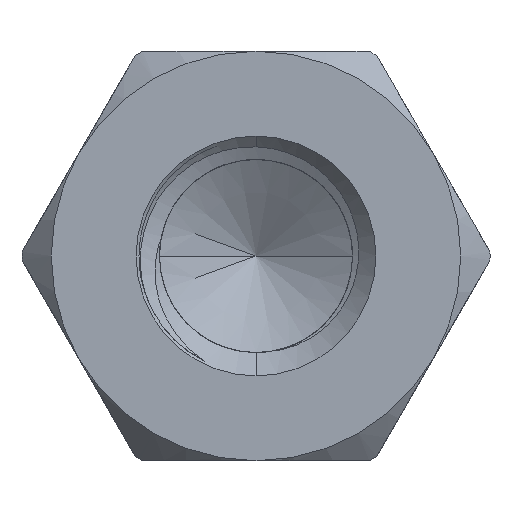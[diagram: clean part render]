
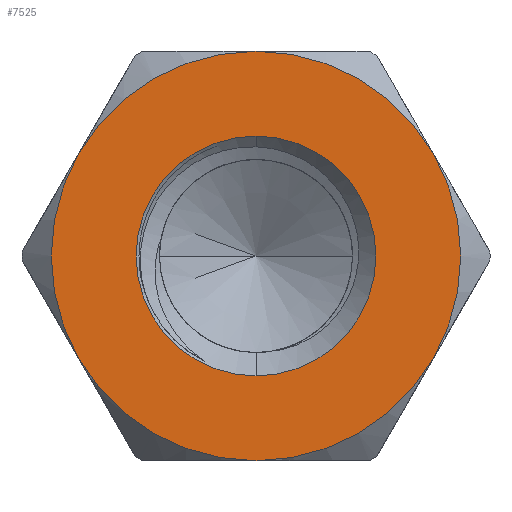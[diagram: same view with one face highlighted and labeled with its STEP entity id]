
A CAD part, front view. The second image highlights one B-rep face of the part: STEP entity #7525.
In plain terms, the highlighted planar face has unit normal (0, -1, 0).
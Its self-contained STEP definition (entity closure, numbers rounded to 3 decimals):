
#276 = ORIENTED_EDGE ( 'NONE', *, *, #10245, .T. ) ;
#448 = DIRECTION ( 'NONE',  ( 0., -1., 0. ) ) ;
#822 = EDGE_CURVE ( 'NONE', #10006, #1654, #10114, .T. ) ;
#1200 = ORIENTED_EDGE ( 'NONE', *, *, #3178, .F. ) ;
#1357 = CARTESIAN_POINT ( 'NONE',  ( 3.031, 0., 1.75 ) ) ;
#1536 = CARTESIAN_POINT ( 'NONE',  ( 0., 0., 0. ) ) ;
#1654 = VERTEX_POINT ( 'NONE', #3560 ) ;
#1845 = CIRCLE ( 'NONE', #7478, 3.5 ) ;
#1973 = DIRECTION ( 'NONE',  ( 0., 0., 1. ) ) ;
#2383 = ORIENTED_EDGE ( 'NONE', *, *, #8688, .T. ) ;
#2476 = CIRCLE ( 'NONE', #5150, 3.5 ) ;
#2492 = DIRECTION ( 'NONE',  ( 0., -1., 0. ) ) ;
#2893 = EDGE_LOOP ( 'NONE', ( #1200, #7950 ) ) ;
#3178 = EDGE_CURVE ( 'NONE', #6213, #7641, #5185, .T. ) ;
#3184 = DIRECTION ( 'NONE',  ( 0., 0., 1. ) ) ;
#3223 = DIRECTION ( 'NONE',  ( 0., 0., -1. ) ) ;
#3314 = DIRECTION ( 'NONE',  ( 0., 0., 1. ) ) ;
#3322 = CARTESIAN_POINT ( 'NONE',  ( 0., 0., 0. ) ) ;
#3343 = CARTESIAN_POINT ( 'NONE',  ( 0., 0., 0. ) ) ;
#3376 = CARTESIAN_POINT ( 'NONE',  ( 0., 0., -2.05 ) ) ;
#3392 = FACE_BOUND ( 'NONE', #2893, .T. ) ;
#3560 = CARTESIAN_POINT ( 'NONE',  ( 0., 0., -3.5 ) ) ;
#3666 = EDGE_CURVE ( 'NONE', #5029, #3872, #9760, .T. ) ;
#3872 = VERTEX_POINT ( 'NONE', #4523 ) ;
#3946 = CARTESIAN_POINT ( 'NONE',  ( -3.031, 0., -1.75 ) ) ;
#3965 = DIRECTION ( 'NONE',  ( 0., 0., 1. ) ) ;
#4001 = AXIS2_PLACEMENT_3D ( 'NONE', #10059, #8319, #1973 ) ;
#4204 = ORIENTED_EDGE ( 'NONE', *, *, #3666, .T. ) ;
#4321 = DIRECTION ( 'NONE',  ( 0., 0., 1. ) ) ;
#4523 = CARTESIAN_POINT ( 'NONE',  ( -3.031, 0., 1.75 ) ) ;
#4585 = ORIENTED_EDGE ( 'NONE', *, *, #7811, .T. ) ;
#4667 = VERTEX_POINT ( 'NONE', #1357 ) ;
#4729 = ORIENTED_EDGE ( 'NONE', *, *, #822, .T. ) ;
#4807 = CARTESIAN_POINT ( 'NONE',  ( 0., 0., 0. ) ) ;
#4900 = ORIENTED_EDGE ( 'NONE', *, *, #10319, .T. ) ;
#5029 = VERTEX_POINT ( 'NONE', #8086 ) ;
#5150 = AXIS2_PLACEMENT_3D ( 'NONE', #3343, #9011, #5770 ) ;
#5185 = CIRCLE ( 'NONE', #7363, 2.05 ) ;
#5482 = CARTESIAN_POINT ( 'NONE',  ( 0., 0., 0. ) ) ;
#5533 = EDGE_LOOP ( 'NONE', ( #2383, #4204, #4900, #4729, #4585, #276 ) ) ;
#5588 = DIRECTION ( 'NONE',  ( 0., 1., 0. ) ) ;
#5718 = AXIS2_PLACEMENT_3D ( 'NONE', #8433, #7581, #4321 ) ;
#5731 = EDGE_CURVE ( 'NONE', #7641, #6213, #7594, .T. ) ;
#5770 = DIRECTION ( 'NONE',  ( 0., 0., 1. ) ) ;
#6213 = VERTEX_POINT ( 'NONE', #3376 ) ;
#6381 = AXIS2_PLACEMENT_3D ( 'NONE', #3322, #8041, #3184 ) ;
#6479 = DIRECTION ( 'NONE',  ( 0., -1., 0. ) ) ;
#6735 = VERTEX_POINT ( 'NONE', #8385 ) ;
#7061 = AXIS2_PLACEMENT_3D ( 'NONE', #5482, #5588, #3965 ) ;
#7356 = CARTESIAN_POINT ( 'NONE',  ( 0., 0., 0. ) ) ;
#7363 = AXIS2_PLACEMENT_3D ( 'NONE', #1536, #6479, #8130 ) ;
#7478 = AXIS2_PLACEMENT_3D ( 'NONE', #7356, #2492, #3314 ) ;
#7525 = ADVANCED_FACE ( 'NONE', ( #3392, #8967 ), #10357, .F. ) ;
#7581 = DIRECTION ( 'NONE',  ( 0., -1., 0. ) ) ;
#7594 = CIRCLE ( 'NONE', #9010, 2.05 ) ;
#7641 = VERTEX_POINT ( 'NONE', #8853 ) ;
#7811 = EDGE_CURVE ( 'NONE', #1654, #6735, #8207, .T. ) ;
#7950 = ORIENTED_EDGE ( 'NONE', *, *, #5731, .F. ) ;
#8041 = DIRECTION ( 'NONE',  ( 0., -1., 0. ) ) ;
#8086 = CARTESIAN_POINT ( 'NONE',  ( 0., 0., 3.5 ) ) ;
#8130 = DIRECTION ( 'NONE',  ( 0., 0., -1. ) ) ;
#8207 = CIRCLE ( 'NONE', #8496, 3.5 ) ;
#8319 = DIRECTION ( 'NONE',  ( 0., -1., 0. ) ) ;
#8385 = CARTESIAN_POINT ( 'NONE',  ( 3.031, 0., -1.75 ) ) ;
#8433 = CARTESIAN_POINT ( 'NONE',  ( 0., 0., 0. ) ) ;
#8469 = CARTESIAN_POINT ( 'NONE',  ( 0., 0., 0. ) ) ;
#8496 = AXIS2_PLACEMENT_3D ( 'NONE', #8469, #448, #8644 ) ;
#8644 = DIRECTION ( 'NONE',  ( 0., 0., -1. ) ) ;
#8688 = EDGE_CURVE ( 'NONE', #4667, #5029, #2476, .T. ) ;
#8853 = CARTESIAN_POINT ( 'NONE',  ( 0., 0., 2.05 ) ) ;
#8967 = FACE_OUTER_BOUND ( 'NONE', #5533, .T. ) ;
#9010 = AXIS2_PLACEMENT_3D ( 'NONE', #4807, #10495, #3223 ) ;
#9011 = DIRECTION ( 'NONE',  ( 0., -1., 0. ) ) ;
#9070 = CIRCLE ( 'NONE', #4001, 3.5 ) ;
#9760 = CIRCLE ( 'NONE', #5718, 3.5 ) ;
#10006 = VERTEX_POINT ( 'NONE', #3946 ) ;
#10059 = CARTESIAN_POINT ( 'NONE',  ( 0., 0., 0. ) ) ;
#10114 = CIRCLE ( 'NONE', #6381, 3.5 ) ;
#10245 = EDGE_CURVE ( 'NONE', #6735, #4667, #1845, .T. ) ;
#10319 = EDGE_CURVE ( 'NONE', #3872, #10006, #9070, .T. ) ;
#10357 = PLANE ( 'NONE',  #7061 ) ;
#10495 = DIRECTION ( 'NONE',  ( 0., -1., 0. ) ) ;
